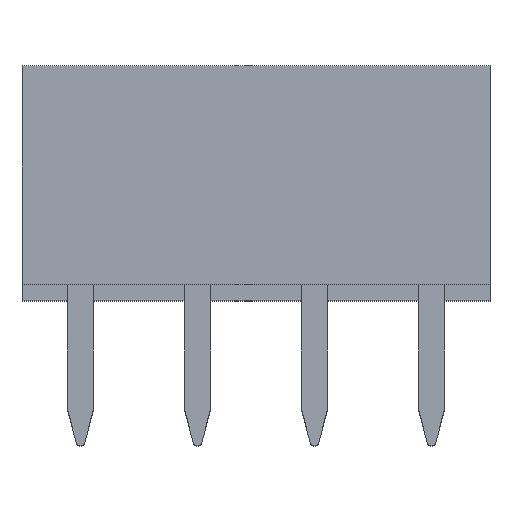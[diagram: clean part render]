
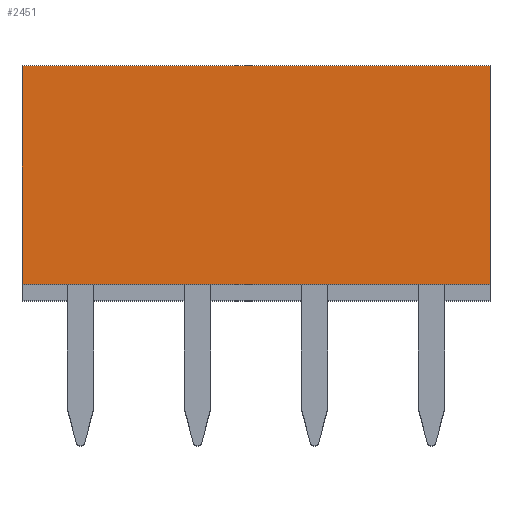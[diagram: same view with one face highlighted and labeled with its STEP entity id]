
A CAD part, top view. The second image highlights one B-rep face of the part: STEP entity #2451.
In plain terms, the highlighted planar face has unit normal (0, 0, 1).
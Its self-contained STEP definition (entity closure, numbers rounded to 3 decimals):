
#1743=EDGE_CURVE('',#1841,#2983,#4995,.T.);
#1841=VERTEX_POINT('',#5098);
#2089=EDGE_CURVE('',#4619,#4525,#5365,.T.);
#2121=EDGE_CURVE('',#4619,#2983,#5401,.T.);
#2451=ADVANCED_FACE('',(#5762),#5763,.T.);
#2983=VERTEX_POINT('',#6346);
#4367=EDGE_CURVE('',#4525,#1841,#7869,.T.);
#4525=VERTEX_POINT('',#8037);
#4619=VERTEX_POINT('',#8140);
#4995=LINE('',#8595,#8596);
#5098=CARTESIAN_POINT('',(-5.08,1.,5.08));
#5365=LINE('',#9127,#9128);
#5401=LINE('',#9173,#9174);
#5762=FACE_OUTER_BOUND('',#9686,.T.);
#5763=PLANE('',#9687);
#6346=CARTESIAN_POINT('',(-5.08,-3.75,5.08));
#7869=LINE('',#12675,#12676);
#8037=CARTESIAN_POINT('',(5.08,1.,5.08));
#8140=CARTESIAN_POINT('',(5.08,-3.75,5.08));
#8595=CARTESIAN_POINT('',(-5.08,-3.75,5.08));
#8596=VECTOR('',#13583,1.0);
#9127=CARTESIAN_POINT('',(5.08,-3.75,5.08));
#9128=VECTOR('',#13890,1.0);
#9173=CARTESIAN_POINT('',(5.08,-3.75,5.08));
#9174=VECTOR('',#13936,1.0);
#9686=EDGE_LOOP('',(#14301,#14302,#14303,#14304));
#9687=AXIS2_PLACEMENT_3D('',#14305,#14306,#14307);
#12675=CARTESIAN_POINT('',(5.08,1.,5.08));
#12676=VECTOR('',#16585,1.0);
#13583=DIRECTION('',(0.,-1.0,0.));
#13890=DIRECTION('',(0.,1.0,0.));
#13936=DIRECTION('',(-1.0,0.0,0.));
#14301=ORIENTED_EDGE('',*,*,#1743,.T.);
#14302=ORIENTED_EDGE('',*,*,#2121,.F.);
#14303=ORIENTED_EDGE('',*,*,#2089,.T.);
#14304=ORIENTED_EDGE('',*,*,#4367,.T.);
#14305=CARTESIAN_POINT('',(5.08,1.,5.08));
#14306=DIRECTION('',(0.,0.,1.0));
#14307=DIRECTION('',(1.0,0.,0.0));
#16585=DIRECTION('',(-1.0,0.0,0.));
